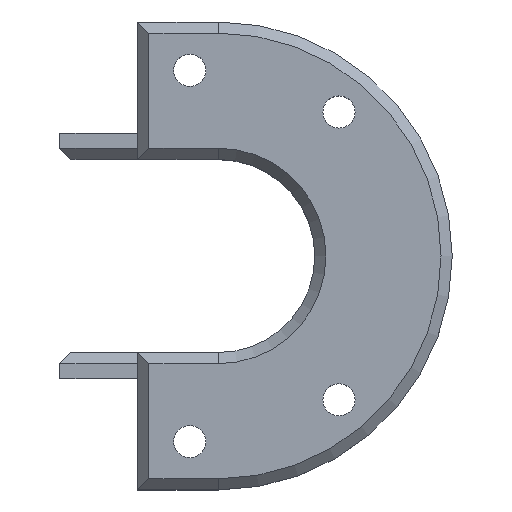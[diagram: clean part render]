
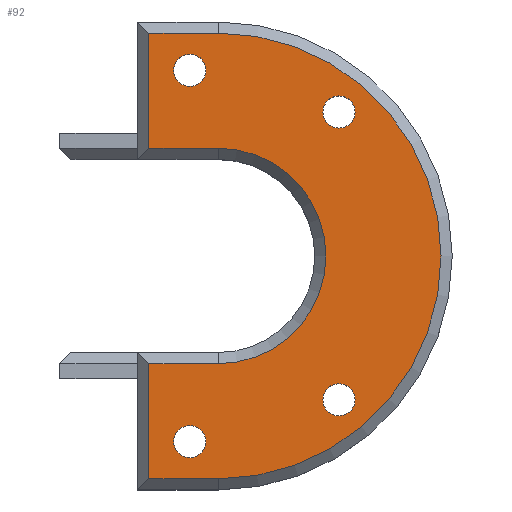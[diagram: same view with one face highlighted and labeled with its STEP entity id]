
A CAD part, top view. The second image highlights one B-rep face of the part: STEP entity #92.
In plain terms, the highlighted planar face has unit normal (0, 0, 1).
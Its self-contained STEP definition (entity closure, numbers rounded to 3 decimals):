
#92 = ADVANCED_FACE( '', ( #221, #222, #223, #224, #225 ), #226, .T. );
#221 = FACE_OUTER_BOUND( '', #396, .T. );
#222 = FACE_BOUND( '', #397, .T. );
#223 = FACE_BOUND( '', #398, .T. );
#224 = FACE_BOUND( '', #399, .T. );
#225 = FACE_BOUND( '', #400, .T. );
#226 = PLANE( '', #401 );
#396 = EDGE_LOOP( '', ( #605, #606, #607, #608, #609, #610, #611, #612 ) );
#397 = EDGE_LOOP( '', ( #613 ) );
#398 = EDGE_LOOP( '', ( #614 ) );
#399 = EDGE_LOOP( '', ( #615 ) );
#400 = EDGE_LOOP( '', ( #616 ) );
#401 = AXIS2_PLACEMENT_3D( '', #617, #618, #619 );
#605 = ORIENTED_EDGE( '', *, *, #1037, .T. );
#606 = ORIENTED_EDGE( '', *, *, #1038, .T. );
#607 = ORIENTED_EDGE( '', *, *, #1039, .T. );
#608 = ORIENTED_EDGE( '', *, *, #1040, .T. );
#609 = ORIENTED_EDGE( '', *, *, #1041, .T. );
#610 = ORIENTED_EDGE( '', *, *, #1030, .T. );
#611 = ORIENTED_EDGE( '', *, *, #1042, .T. );
#612 = ORIENTED_EDGE( '', *, *, #1043, .T. );
#613 = ORIENTED_EDGE( '', *, *, #1044, .F. );
#614 = ORIENTED_EDGE( '', *, *, #1045, .F. );
#615 = ORIENTED_EDGE( '', *, *, #1046, .F. );
#616 = ORIENTED_EDGE( '', *, *, #1047, .F. );
#617 = CARTESIAN_POINT( '', ( 0., 0., 8. ) );
#618 = DIRECTION( '', ( 0., 0., 1. ) );
#619 = DIRECTION( '', ( 1., 0., 0. ) );
#1030 = EDGE_CURVE( '', #1227, #1231, #1233, .T. );
#1037 = EDGE_CURVE( '', #1243, #1244, #1245, .T. );
#1038 = EDGE_CURVE( '', #1244, #1246, #1247, .T. );
#1039 = EDGE_CURVE( '', #1246, #1248, #1249, .T. );
#1040 = EDGE_CURVE( '', #1248, #1250, #1251, .T. );
#1041 = EDGE_CURVE( '', #1250, #1227, #1252, .T. );
#1042 = EDGE_CURVE( '', #1231, #1253, #1254, .F. );
#1043 = EDGE_CURVE( '', #1253, #1243, #1255, .T. );
#1044 = EDGE_CURVE( '', #1256, #1256, #1257, .T. );
#1045 = EDGE_CURVE( '', #1258, #1258, #1259, .T. );
#1046 = EDGE_CURVE( '', #1260, #1260, #1261, .T. );
#1047 = EDGE_CURVE( '', #1262, #1262, #1263, .T. );
#1227 = VERTEX_POINT( '', #1499 );
#1231 = VERTEX_POINT( '', #1505 );
#1233 = LINE( '', #1508, #1509 );
#1243 = VERTEX_POINT( '', #1523 );
#1244 = VERTEX_POINT( '', #1524 );
#1245 = LINE( '', #1525, #1526 );
#1246 = VERTEX_POINT( '', #1527 );
#1247 = LINE( '', #1528, #1529 );
#1248 = VERTEX_POINT( '', #1530 );
#1249 = CIRCLE( '', #1531, 60. );
#1250 = VERTEX_POINT( '', #1532 );
#1251 = LINE( '', #1533, #1534 );
#1252 = LINE( '', #1535, #1536 );
#1253 = VERTEX_POINT( '', #1537 );
#1254 = CIRCLE( '', #1538, 29. );
#1255 = LINE( '', #1539, #1540 );
#1256 = VERTEX_POINT( '', #1541 );
#1257 = CIRCLE( '', #1542, 4.324 );
#1258 = VERTEX_POINT( '', #1543 );
#1259 = CIRCLE( '', #1544, 4.324 );
#1260 = VERTEX_POINT( '', #1545 );
#1261 = CIRCLE( '', #1546, 4.324 );
#1262 = VERTEX_POINT( '', #1547 );
#1263 = CIRCLE( '', #1548, 4.324 );
#1499 = CARTESIAN_POINT( '', ( -18.65, 29., 8. ) );
#1505 = CARTESIAN_POINT( '', ( 0., 29., 8. ) );
#1508 = CARTESIAN_POINT( '', ( 0., 29., 8. ) );
#1509 = VECTOR( '', #1821, 1000. );
#1523 = CARTESIAN_POINT( '', ( -18.65, -29., 8. ) );
#1524 = CARTESIAN_POINT( '', ( -18.65, -60., 8. ) );
#1525 = CARTESIAN_POINT( '', ( -18.65, -63., 8. ) );
#1526 = VECTOR( '', #1826, 1000. );
#1527 = CARTESIAN_POINT( '', ( 0., -60., 8. ) );
#1528 = CARTESIAN_POINT( '', ( 0., -60., 8. ) );
#1529 = VECTOR( '', #1827, 1000. );
#1530 = CARTESIAN_POINT( '', ( 0., 60., 8. ) );
#1531 = AXIS2_PLACEMENT_3D( '', #1828, #1829, #1830 );
#1532 = CARTESIAN_POINT( '', ( -18.65, 60., 8. ) );
#1533 = CARTESIAN_POINT( '', ( 0., 60., 8. ) );
#1534 = VECTOR( '', #1831, 1000. );
#1535 = CARTESIAN_POINT( '', ( -18.65, 26., 8. ) );
#1536 = VECTOR( '', #1832, 1000. );
#1537 = CARTESIAN_POINT( '', ( 0., -29., 8. ) );
#1538 = AXIS2_PLACEMENT_3D( '', #1833, #1834, #1835 );
#1539 = CARTESIAN_POINT( '', ( -21.65, -29., 8. ) );
#1540 = VECTOR( '', #1836, 1000. );
#1541 = CARTESIAN_POINT( '', ( -7.65, 54.324, 8. ) );
#1542 = AXIS2_PLACEMENT_3D( '', #1837, #1838, #1839 );
#1543 = CARTESIAN_POINT( '', ( 32.513, 43.071, 8. ) );
#1544 = AXIS2_PLACEMENT_3D( '', #1840, #1841, #1842 );
#1545 = CARTESIAN_POINT( '', ( 32.513, -34.424, 8. ) );
#1546 = AXIS2_PLACEMENT_3D( '', #1843, #1844, #1845 );
#1547 = CARTESIAN_POINT( '', ( -7.65, -45.677, 8. ) );
#1548 = AXIS2_PLACEMENT_3D( '', #1846, #1847, #1848 );
#1821 = DIRECTION( '', ( 1., 0., 0. ) );
#1826 = DIRECTION( '', ( 0., -1., 0. ) );
#1827 = DIRECTION( '', ( 1., 0., 0. ) );
#1828 = CARTESIAN_POINT( '', ( 0., 0., 8. ) );
#1829 = DIRECTION( '', ( 0., 0., 1. ) );
#1830 = DIRECTION( '', ( 1., 0., 0. ) );
#1831 = DIRECTION( '', ( -1., 0., 0. ) );
#1832 = DIRECTION( '', ( 0., -1., 0. ) );
#1833 = CARTESIAN_POINT( '', ( 0., 0., 8. ) );
#1834 = DIRECTION( '', ( 0., 0., 1. ) );
#1835 = DIRECTION( '', ( 1., 0., 0. ) );
#1836 = DIRECTION( '', ( -1., 0., 0. ) );
#1837 = CARTESIAN_POINT( '', ( -7.65, 50., 8. ) );
#1838 = DIRECTION( '', ( 0., 0., 1. ) );
#1839 = DIRECTION( '', ( 0., 1., 0. ) );
#1840 = CARTESIAN_POINT( '', ( 32.513, 38.748, 8. ) );
#1841 = DIRECTION( '', ( 0., 0., 1. ) );
#1842 = DIRECTION( '', ( 0., 1., 0. ) );
#1843 = CARTESIAN_POINT( '', ( 32.513, -38.748, 8. ) );
#1844 = DIRECTION( '', ( 0., 0., 1. ) );
#1845 = DIRECTION( '', ( 0., 1., 0. ) );
#1846 = CARTESIAN_POINT( '', ( -7.65, -50., 8. ) );
#1847 = DIRECTION( '', ( 0., 0., 1. ) );
#1848 = DIRECTION( '', ( 0., 1., 0. ) );
